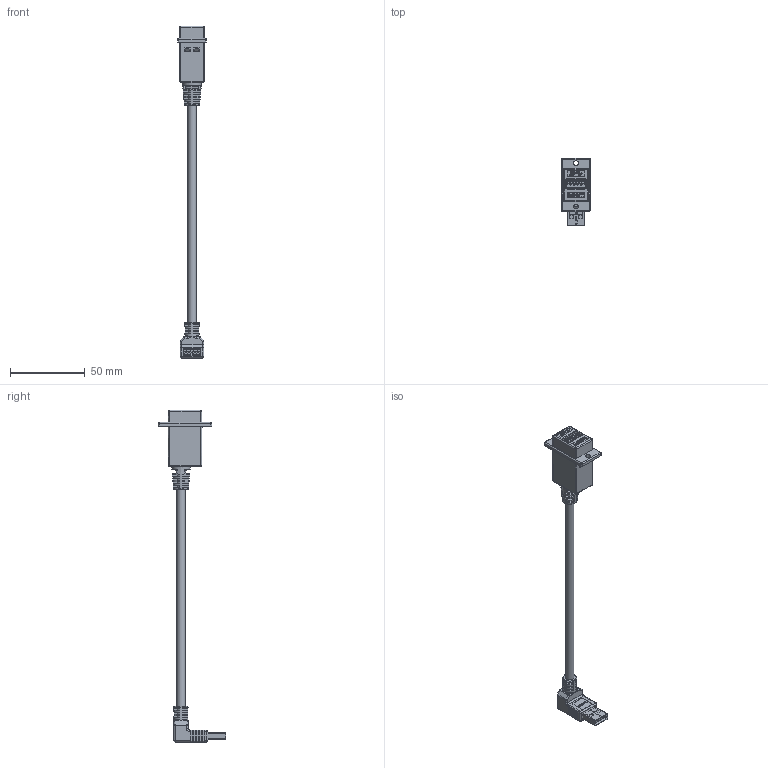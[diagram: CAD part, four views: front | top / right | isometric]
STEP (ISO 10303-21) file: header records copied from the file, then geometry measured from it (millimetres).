
FILE_DESCRIPTION (( 'STEP AP214' ), '1' );
FILE_NAME ('U3A00034.STEP', '2018-04-19T16:23:23', ( '' ), ( '' ), 'SwSTEP 2.0', 'SolidWorks 2017', '' );
FILE_SCHEMA (( 'AUTOMOTIVE_DESIGN' ));
Length unit declared in the file: inch
Products named in the file (17): MTN-867; MTN-907_WITH LOGO DOWN; 1AA05-072___; 1AA05-072-MA1___; 1AA05-072-MA2___; MTN-908; MTN-907_WITH LOGO-DOWN; 3AC08-027; U3A00034; ECF504-30-AAS PNL END_2 PC S.R and L-com LOGO; 1AG01-298_USB3.0 ICON and L-com LOGO ; ECF504-30-AAS-FA1; 1AA05-054_Crimped; HYP344; 1AG01-089_TYP C FOR S.R; MTN-867 + MTN-868; MTN-868_SPECIAL S.R
Assembly tree (16 placements, depth 4):
  U3A00034
    3AC08-027
    MTN-907_WITH LOGO DOWN
      MTN-907_WITH LOGO-DOWN
      MTN-908
      1AA05-072___
        1AA05-072-MA2___
        1AA05-072-MA1___
    ECF504-30-AAS PNL END_2 PC S.R and L-com LOGO
      MTN-867 + MTN-868
        MTN-867
        MTN-868_SPECIAL S.R
      1AG01-089_TYP C FOR S.R
      ECF504-30-AAS-FA1
        HYP344
        1AA05-054_Crimped
      1AG01-298_USB3.0 ICON and L-com LOGO 
Bounding box: 19.05 x 44.74 x 221.39 mm (x, y, z)
Volume: 18154.5 mm3; surface area: 20295.3 mm2
Topology: 15 solids, 15 shells, 3087 faces, 8305 edges, 5390 vertices
Faces by surface type: plane 1926, cylinder 600, bspline 452, torus 48, sphere 38, cone 23
Full cylindrical faces by diameter (mm): 0.2 x10, 0.7 x17, 0.94 x2, 1.1 x14, 1.2 x5, 1.4 x14, 1.64 x2, 1.78 x1, 2.14 x2, 3.175 x2, 3.78 x1, 5.486 x1, 5.5 x2, 5.512 x1, 5.75 x1, 9.4 x1
Entity records: 131250 total; most frequent: CARTESIAN_POINT 43519, ORIENTED_EDGE 16310, DIRECTION 13513, EDGE_CURVE 8155, LINE 5767, VECTOR 5767, VERTEX_POINT 5356, AXIS2_PLACEMENT_3D 3873
